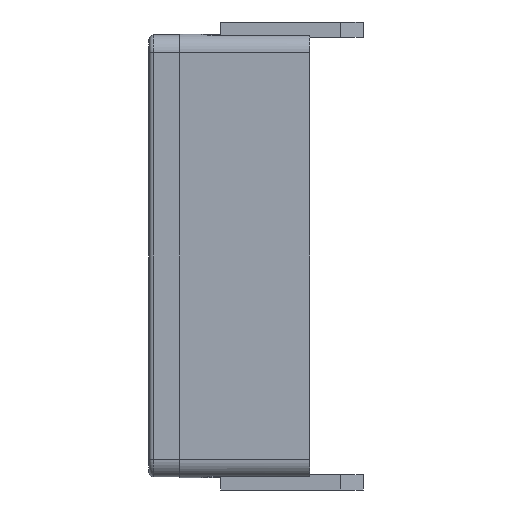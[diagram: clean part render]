
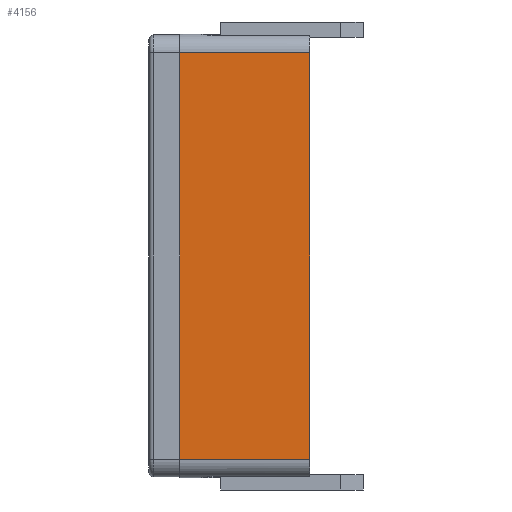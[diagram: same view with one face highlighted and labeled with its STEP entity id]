
A CAD part, left-side view. The second image highlights one B-rep face of the part: STEP entity #4156.
In plain terms, the highlighted planar face has unit normal (-1, 0, 0).
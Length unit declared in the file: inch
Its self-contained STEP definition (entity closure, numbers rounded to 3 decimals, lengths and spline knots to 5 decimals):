
#226 = LINE ( 'NONE', #4394, #4325 ) ;
#261 = CARTESIAN_POINT ( 'NONE',  ( -0.1925, 0.085, 0.133 ) ) ;
#346 = EDGE_LOOP ( 'NONE', ( #4275, #4132, #3850, #975 ) ) ;
#474 = CARTESIAN_POINT ( 'NONE',  ( -0.1925, 0.085, 0.133 ) ) ;
#893 = VERTEX_POINT ( 'NONE', #3359 ) ;
#975 = ORIENTED_EDGE ( 'NONE', *, *, #1954, .T. ) ;
#1057 = VECTOR ( 'NONE', #2458, 39.37008 ) ;
#1071 = CARTESIAN_POINT ( 'NONE',  ( -0.1925, 0.085, -0.133 ) ) ;
#1158 = CARTESIAN_POINT ( 'NONE',  ( -0.1925, 0.085, -0.133 ) ) ;
#1301 = DIRECTION ( 'NONE',  ( 0., 0., 1. ) ) ;
#1303 = LINE ( 'NONE', #2926, #2437 ) ;
#1420 = FACE_OUTER_BOUND ( 'NONE', #346, .T. ) ;
#1550 = VERTEX_POINT ( 'NONE', #1158 ) ;
#1668 = VERTEX_POINT ( 'NONE', #3755 ) ;
#1926 = DIRECTION ( 'NONE',  ( 0., -1., 0. ) ) ;
#1954 = EDGE_CURVE ( 'NONE', #1550, #893, #2223, .T. ) ;
#2047 = LINE ( 'NONE', #474, #2449 ) ;
#2179 = EDGE_CURVE ( 'NONE', #3910, #1668, #1303, .T. ) ;
#2223 = LINE ( 'NONE', #1071, #1057 ) ;
#2228 = CARTESIAN_POINT ( 'NONE',  ( -0.1925, 0.085, 0.133 ) ) ;
#2437 = VECTOR ( 'NONE', #1926, 39.37008 ) ;
#2449 = VECTOR ( 'NONE', #3909, 39.37008 ) ;
#2458 = DIRECTION ( 'NONE',  ( 0., -1., 0. ) ) ;
#2699 = DIRECTION ( 'NONE',  ( 1., 0., 0. ) ) ;
#2926 = CARTESIAN_POINT ( 'NONE',  ( -0.1925, 0.085, 0.133 ) ) ;
#3078 = DIRECTION ( 'NONE',  ( 0., 0., -1. ) ) ;
#3317 = EDGE_CURVE ( 'NONE', #1550, #3910, #2047, .T. ) ;
#3359 = CARTESIAN_POINT ( 'NONE',  ( -0.1925, 0., -0.133 ) ) ;
#3702 = PLANE ( 'NONE',  #3783 ) ;
#3755 = CARTESIAN_POINT ( 'NONE',  ( -0.1925, 0., 0.133 ) ) ;
#3783 = AXIS2_PLACEMENT_3D ( 'NONE', #261, #2699, #3078 ) ;
#3850 = ORIENTED_EDGE ( 'NONE', *, *, #3317, .F. ) ;
#3909 = DIRECTION ( 'NONE',  ( 0., 0., 1. ) ) ;
#3910 = VERTEX_POINT ( 'NONE', #2228 ) ;
#4132 = ORIENTED_EDGE ( 'NONE', *, *, #2179, .F. ) ;
#4136 = EDGE_CURVE ( 'NONE', #893, #1668, #226, .T. ) ;
#4156 = ADVANCED_FACE ( 'NONE', ( #1420 ), #3702, .F. ) ;
#4275 = ORIENTED_EDGE ( 'NONE', *, *, #4136, .T. ) ;
#4325 = VECTOR ( 'NONE', #1301, 39.37008 ) ;
#4394 = CARTESIAN_POINT ( 'NONE',  ( -0.1925, 0., 0.133 ) ) ;
